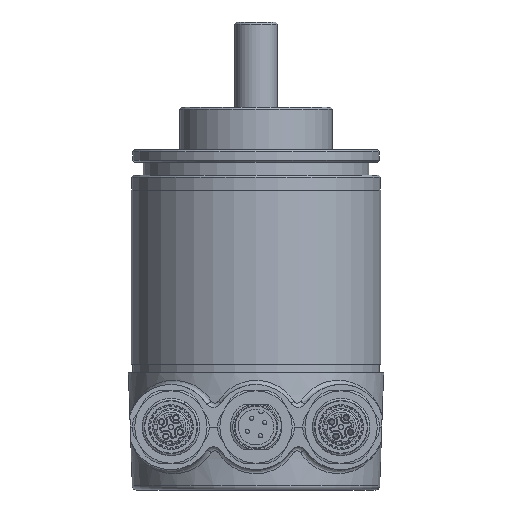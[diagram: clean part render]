
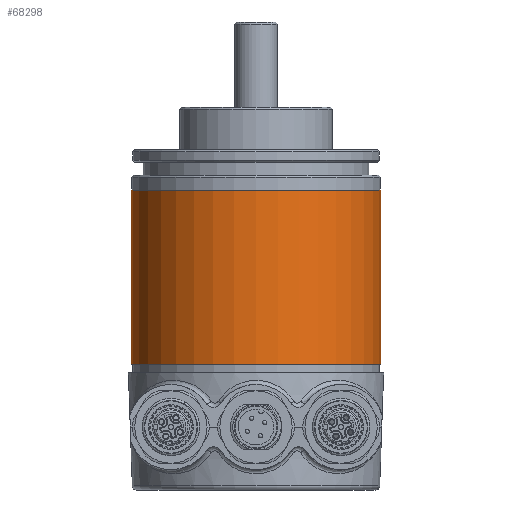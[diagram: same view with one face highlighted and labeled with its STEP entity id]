
A CAD part, front view. The second image highlights one B-rep face of the part: STEP entity #68298.
In plain terms, the highlighted cylindrical face has radius 29.3 mm (diameter 58.6 mm), a partial arc.
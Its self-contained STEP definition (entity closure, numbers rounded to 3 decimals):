
#5981 = ORIENTED_EDGE ( 'NONE', *, *, #76948, .F. ) ;
#8879 = VERTEX_POINT ( 'NONE', #23948 ) ;
#9835 = EDGE_LOOP ( 'NONE', ( #20200, #54745, #27239, #5981 ) ) ;
#20200 = ORIENTED_EDGE ( 'NONE', *, *, #62734, .F. ) ;
#21672 = FACE_OUTER_BOUND ( 'NONE', #9835, .T. ) ;
#21801 = EDGE_CURVE ( 'NONE', #90003, #8879, #51935, .T. ) ;
#23948 = CARTESIAN_POINT ( 'NONE',  ( -29.3, 0., -50.5 ) ) ;
#24859 = CARTESIAN_POINT ( 'NONE',  ( -29.3, 0., -9.5 ) ) ;
#26461 = VECTOR ( 'NONE', #32059, 1000. ) ;
#27239 = ORIENTED_EDGE ( 'NONE', *, *, #28732, .T. ) ;
#28732 = EDGE_CURVE ( 'NONE', #8879, #40806, #56019, .T. ) ;
#31612 = CARTESIAN_POINT ( 'NONE',  ( 0., 0., -9.5 ) ) ;
#32059 = DIRECTION ( 'NONE',  ( 0., 0., -1. ) ) ;
#32546 = DIRECTION ( 'NONE',  ( -1., 0., 0. ) ) ;
#34115 = CARTESIAN_POINT ( 'NONE',  ( 29.3, 0., -9.5 ) ) ;
#40806 = VERTEX_POINT ( 'NONE', #51545 ) ;
#41388 = LINE ( 'NONE', #34115, #85824 ) ;
#42058 = AXIS2_PLACEMENT_3D ( 'NONE', #54610, #76431, #84165 ) ;
#43930 = CYLINDRICAL_SURFACE ( 'NONE', #90387, 29.3 ) ;
#49712 = CIRCLE ( 'NONE', #92963, 29.3 ) ;
#51545 = CARTESIAN_POINT ( 'NONE',  ( 29.3, 0., -50.5 ) ) ;
#51707 = DIRECTION ( 'NONE',  ( 0., 0., -1. ) ) ;
#51935 = LINE ( 'NONE', #77551, #26461 ) ;
#54610 = CARTESIAN_POINT ( 'NONE',  ( 0., 0., -50.5 ) ) ;
#54745 = ORIENTED_EDGE ( 'NONE', *, *, #21801, .T. ) ;
#56019 = CIRCLE ( 'NONE', #42058, 29.3 ) ;
#59879 = DIRECTION ( 'NONE',  ( 1., 0., 0. ) ) ;
#61123 = DIRECTION ( 'NONE',  ( 0., 0., 1. ) ) ;
#62734 = EDGE_CURVE ( 'NONE', #90003, #77822, #49712, .T. ) ;
#63725 = DIRECTION ( 'NONE',  ( 0., 0., -1. ) ) ;
#68298 = ADVANCED_FACE ( 'NONE', ( #21672 ), #43930, .T. ) ;
#73245 = CARTESIAN_POINT ( 'NONE',  ( 29.3, 0., -9.5 ) ) ;
#75393 = CARTESIAN_POINT ( 'NONE',  ( 0., 0., -9.5 ) ) ;
#76431 = DIRECTION ( 'NONE',  ( 0., 0., 1. ) ) ;
#76948 = EDGE_CURVE ( 'NONE', #77822, #40806, #41388, .T. ) ;
#77551 = CARTESIAN_POINT ( 'NONE',  ( -29.3, 0., -9.5 ) ) ;
#77822 = VERTEX_POINT ( 'NONE', #73245 ) ;
#84165 = DIRECTION ( 'NONE',  ( -1., 0., 0. ) ) ;
#85824 = VECTOR ( 'NONE', #63725, 1000. ) ;
#90003 = VERTEX_POINT ( 'NONE', #24859 ) ;
#90387 = AXIS2_PLACEMENT_3D ( 'NONE', #75393, #51707, #59879 ) ;
#92963 = AXIS2_PLACEMENT_3D ( 'NONE', #31612, #61123, #32546 ) ;
